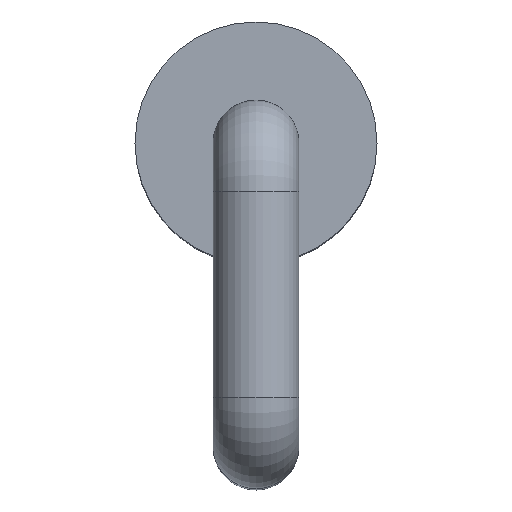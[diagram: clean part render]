
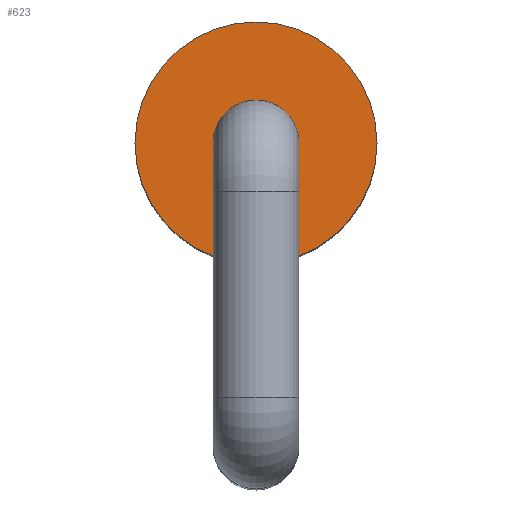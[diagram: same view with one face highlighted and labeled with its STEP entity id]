
A CAD part, top view. The second image highlights one B-rep face of the part: STEP entity #623.
In plain terms, the highlighted planar face has unit normal (0, 0, 1).
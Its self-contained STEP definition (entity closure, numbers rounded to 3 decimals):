
#552 = CYLINDRICAL_SURFACE('',#553,1.);
#553 = AXIS2_PLACEMENT_3D('',#554,#555,#556);
#554 = CARTESIAN_POINT('',(0.,0.,1.));
#555 = DIRECTION('',(0.,0.,-1.));
#556 = DIRECTION('',(1.,0.,0.));
#570 = VERTEX_POINT('',#571);
#571 = CARTESIAN_POINT('',(1.,0.,4.04));
#592 = EDGE_CURVE('',#570,#570,#593,.T.);
#593 = SURFACE_CURVE('',#594,(#599,#606),.PCURVE_S1.);
#594 = CIRCLE('',#595,1.);
#595 = AXIS2_PLACEMENT_3D('',#596,#597,#598);
#596 = CARTESIAN_POINT('',(0.,0.,4.04));
#597 = DIRECTION('',(0.,0.,1.));
#598 = DIRECTION('',(1.,0.,0.));
#599 = PCURVE('',#552,#600);
#600 = DEFINITIONAL_REPRESENTATION('',(#601),#605);
#601 = LINE('',#602,#603);
#602 = CARTESIAN_POINT('',(0.,-3.04));
#603 = VECTOR('',#604,1.);
#604 = DIRECTION('',(-1.,0.));
#605 = ( GEOMETRIC_REPRESENTATION_CONTEXT(2) 
PARAMETRIC_REPRESENTATION_CONTEXT() REPRESENTATION_CONTEXT('2D SPACE',''
  ) );
#606 = PCURVE('',#607,#612);
#607 = PLANE('',#608);
#608 = AXIS2_PLACEMENT_3D('',#609,#610,#611);
#609 = CARTESIAN_POINT('',(1.,0.,4.04));
#610 = DIRECTION('',(0.,0.,-1.));
#611 = DIRECTION('',(-1.,0.,0.));
#612 = DEFINITIONAL_REPRESENTATION('',(#613),#621);
#613 = ( BOUNDED_CURVE() B_SPLINE_CURVE(2,(#614,#615,#616,#617,#618,#619
,#620),.UNSPECIFIED.,.F.,.F.) B_SPLINE_CURVE_WITH_KNOTS((1,2,2,2,2,1),(
    -2.094,0.,2.094,4.189,6.283,
8.378),.UNSPECIFIED.) CURVE() GEOMETRIC_REPRESENTATION_ITEM() 
RATIONAL_B_SPLINE_CURVE((1.,0.5,1.,0.5,1.,0.5,1.)) REPRESENTATION_ITEM(
  '') );
#614 = CARTESIAN_POINT('',(0.,0.));
#615 = CARTESIAN_POINT('',(0.,1.732));
#616 = CARTESIAN_POINT('',(1.5,0.866));
#617 = CARTESIAN_POINT('',(3.,0.));
#618 = CARTESIAN_POINT('',(1.5,-0.866));
#619 = CARTESIAN_POINT('',(0.,-1.732));
#620 = CARTESIAN_POINT('',(0.,0.));
#621 = ( GEOMETRIC_REPRESENTATION_CONTEXT(2) 
PARAMETRIC_REPRESENTATION_CONTEXT() REPRESENTATION_CONTEXT('2D SPACE',''
  ) );
#623 = ADVANCED_FACE('',(#624),#607,.F.);
#624 = FACE_BOUND('',#625,.T.);
#625 = EDGE_LOOP('',(#626));
#626 = ORIENTED_EDGE('',*,*,#592,.T.);
